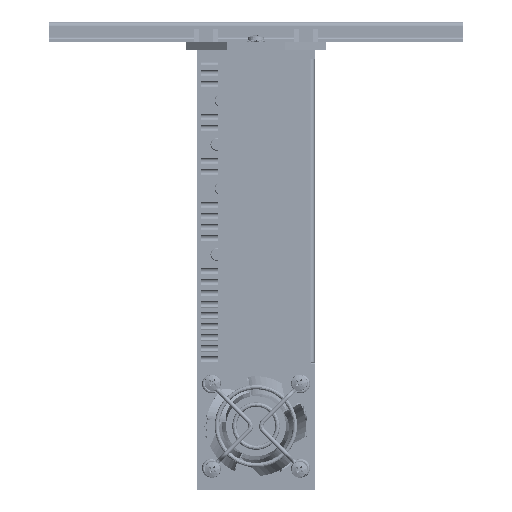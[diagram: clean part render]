
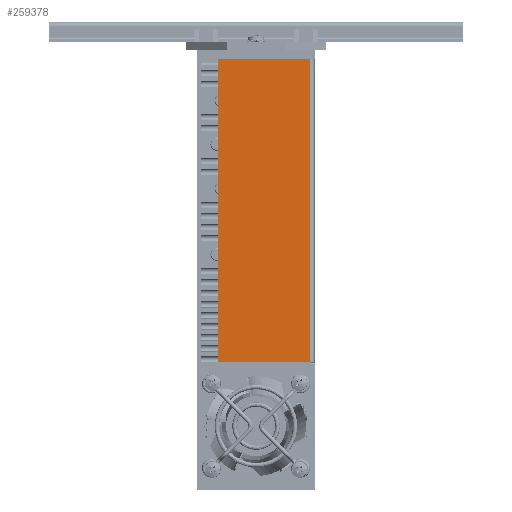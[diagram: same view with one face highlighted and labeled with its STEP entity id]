
A CAD part, left-side view. The second image highlights one B-rep face of the part: STEP entity #259378.
In plain terms, the highlighted planar face has unit normal (-1, 0, 0).
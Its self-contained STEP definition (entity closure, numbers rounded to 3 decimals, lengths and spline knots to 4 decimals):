
#29377 = VERTEX_POINT ( 'NONE', #164838 ) ;
#29578 = VERTEX_POINT ( 'NONE', #165007 ) ;
#29647 = VERTEX_POINT ( 'NONE', #165080 ) ;
#29706 = VERTEX_POINT ( 'NONE', #165151 ) ;
#160358 = ORIENTED_EDGE ( 'NONE', *, *, #264352, .T. ) ;
#160361 = ORIENTED_EDGE ( 'NONE', *, *, #264912, .T. ) ;
#160365 = ORIENTED_EDGE ( 'NONE', *, *, #265022, .T. ) ;
#160367 = ORIENTED_EDGE ( 'NONE', *, *, #264335, .T. ) ;
#164838 = CARTESIAN_POINT ( 'NONE',  ( -1.126, 0.02, -4.405 ) ) ;
#165007 = CARTESIAN_POINT ( 'NONE',  ( -1.126, 1.35, -4.405 ) ) ;
#165080 = CARTESIAN_POINT ( 'NONE',  ( -1.126, 1.35, -0.005 ) ) ;
#165151 = CARTESIAN_POINT ( 'NONE',  ( -1.126, 0.02, -0.005 ) ) ;
#191945 = CARTESIAN_POINT ( 'NONE',  ( -1.126, 0.02, -0.005 ) ) ;
#192022 = LINE ( 'NONE', #191945, #238537 ) ;
#192064 = CARTESIAN_POINT ( 'NONE',  ( -1.126, -0.05, -0.005 ) ) ;
#192068 = DIRECTION ( 'NONE',  ( 0., 0., 1. ) ) ;
#192139 = LINE ( 'NONE', #192064, #238546 ) ;
#192179 = DIRECTION ( 'NONE',  ( 0., 1., 0. ) ) ;
#195872 = CARTESIAN_POINT ( 'NONE',  ( -1.126, 1.35, -0.005 ) ) ;
#195974 = LINE ( 'NONE', #195872, #238890 ) ;
#196023 = DIRECTION ( 'NONE',  ( 0., 0., -1. ) ) ;
#196819 = CARTESIAN_POINT ( 'NONE',  ( -1.126, 1.35, -4.405 ) ) ;
#196834 = LINE ( 'NONE', #196819, #238978 ) ;
#196879 = DIRECTION ( 'NONE',  ( 0., -1., 0. ) ) ;
#222951 = FACE_OUTER_BOUND ( 'NONE', #225439, .T. ) ;
#222960 = PLANE ( 'NONE',  #262998 ) ;
#222962 = CARTESIAN_POINT ( 'NONE',  ( -1.126, 1.35, -0.005 ) ) ;
#222964 = DIRECTION ( 'NONE',  ( -1., 0., 0. ) ) ;
#222966 = DIRECTION ( 'NONE',  ( 0., -1., 0. ) ) ;
#225439 = EDGE_LOOP ( 'NONE', ( #160358, #160361, #160365, #160367 ) ) ;
#238537 = VECTOR ( 'NONE', #192068, 39.3701 ) ;
#238546 = VECTOR ( 'NONE', #192179, 39.3701 ) ;
#238890 = VECTOR ( 'NONE', #196023, 39.3701 ) ;
#238978 = VECTOR ( 'NONE', #196879, 39.3701 ) ;
#259378 = ADVANCED_FACE ( 'NONE', ( #222951 ), #222960, .T. ) ;
#262998 = AXIS2_PLACEMENT_3D ( 'NONE', #222962, #222964, #222966 ) ;
#264335 = EDGE_CURVE ( 'NONE', #29377, #29706, #192022, .T. ) ;
#264352 = EDGE_CURVE ( 'NONE', #29706, #29647, #192139, .T. ) ;
#264912 = EDGE_CURVE ( 'NONE', #29647, #29578, #195974, .T. ) ;
#265022 = EDGE_CURVE ( 'NONE', #29578, #29377, #196834, .T. ) ;
